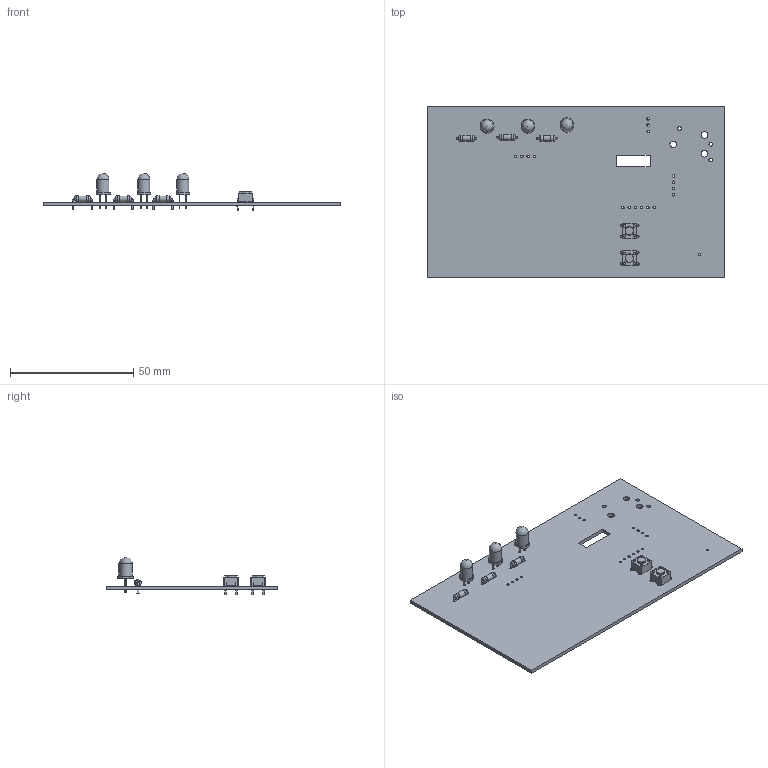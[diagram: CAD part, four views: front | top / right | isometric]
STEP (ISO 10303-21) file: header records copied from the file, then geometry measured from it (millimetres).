
FILE_DESCRIPTION(('KiCad electronic assembly'),'2;1');
FILE_NAME('tuner.step','2025-12-17T18:17:02',('Pcbnew'),('Kicad'), 'Open CASCADE STEP processor 7.8','KiCad to STEP converter','Unknown' );
FILE_SCHEMA(('AUTOMOTIVE_DESIGN { 1 0 10303 214 1 1 1 1 }'));
Length unit declared in the file: millimetre
Products named in the file (5): tuner 1; LED_D5.0mm; R_Axial_DIN0207_L6.3mm_D2.5mm_P7.62mm_Horizontal; SW_PUSH_6mm; tuner_PCB
Assembly tree (9 placements, depth 2):
  tuner 1
    LED_D5.0mm  x3
    R_Axial_DIN0207_L6.3mm_D2.5mm_P7.62mm_Horizontal  x3
    SW_PUSH_6mm  x2
    tuner_PCB
Bounding box: 120.8 x 69.8 x 15.1 mm (x, y, z)
Volume: 13395.2 mm3; surface area: 18673.5 mm2
Topology: 9 solids, 9 shells, 357 faces, 884 edges, 573 vertices
Faces by surface type: plane 193, cylinder 147, torus 14, sphere 3
Full cylindrical faces by diameter (mm): 0.6 x6, 0.8 x7, 0.9 x6, 1 x17, 1.016 x8, 1.1 x8, 1.46 x1, 1.48 x2, 2.25 x3, 2.5 x6, 2.69 x3, 3.5 x2, 4.9 x3
Entity records: 7415 total; most frequent: CARTESIAN_POINT 1342, DIRECTION 1077, ORIENTED_EDGE 980, EDGE_CURVE 490, AXIS2_PLACEMENT_3D 389, VERTEX_POINT 320, LINE 299, VECTOR 299
